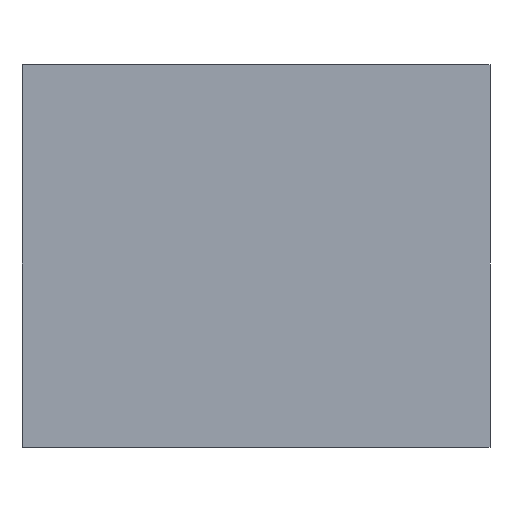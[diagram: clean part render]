
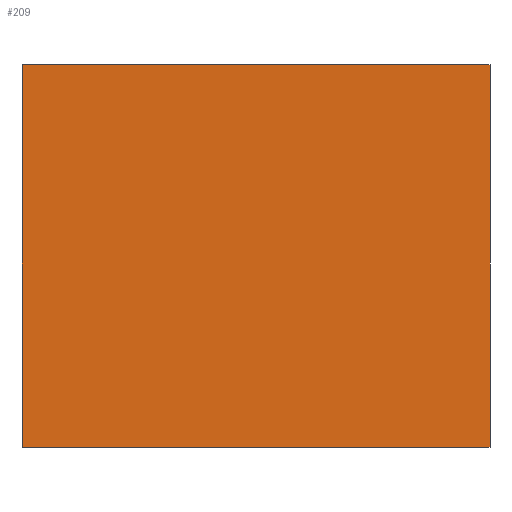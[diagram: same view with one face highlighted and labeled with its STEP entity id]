
A CAD part, top view. The second image highlights one B-rep face of the part: STEP entity #209.
In plain terms, the highlighted planar face has unit normal (0, 0, 1).
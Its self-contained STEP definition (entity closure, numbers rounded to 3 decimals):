
#15 = VECTOR ( 'NONE', #182, 1000. ) ;
#18 = VERTEX_POINT ( 'NONE', #109 ) ;
#34 = EDGE_CURVE ( 'NONE', #191, #87, #56, .T. ) ;
#45 = CARTESIAN_POINT ( 'NONE',  ( -139.7, 114.3, 995.313 ) ) ;
#55 = VECTOR ( 'NONE', #188, 1000. ) ;
#56 = LINE ( 'NONE', #151, #15 ) ;
#60 = CARTESIAN_POINT ( 'NONE',  ( -139.7, -114.3, 995.313 ) ) ;
#61 = VECTOR ( 'NONE', #160, 1000. ) ;
#62 = LINE ( 'NONE', #114, #61 ) ;
#76 = CARTESIAN_POINT ( 'NONE',  ( 139.7, -114.3, 995.313 ) ) ;
#80 = DIRECTION ( 'NONE',  ( 1., 0., 0. ) ) ;
#87 = VERTEX_POINT ( 'NONE', #92 ) ;
#91 = ORIENTED_EDGE ( 'NONE', *, *, #147, .F. ) ;
#92 = CARTESIAN_POINT ( 'NONE',  ( 139.7, 114.3, 995.313 ) ) ;
#94 = VECTOR ( 'NONE', #80, 1000. ) ;
#98 = CARTESIAN_POINT ( 'NONE',  ( -139.7, 114.3, 995.313 ) ) ;
#109 = CARTESIAN_POINT ( 'NONE',  ( -139.7, 114.3, 995.313 ) ) ;
#111 = AXIS2_PLACEMENT_3D ( 'NONE', #45, #175, #126 ) ;
#113 = PLANE ( 'NONE',  #111 ) ;
#114 = CARTESIAN_POINT ( 'NONE',  ( -139.7, -114.3, 995.313 ) ) ;
#125 = VERTEX_POINT ( 'NONE', #60 ) ;
#126 = DIRECTION ( 'NONE',  ( -1., 0., 0. ) ) ;
#129 = FACE_OUTER_BOUND ( 'NONE', #199, .T. ) ;
#131 = EDGE_CURVE ( 'NONE', #125, #191, #62, .T. ) ;
#137 = ORIENTED_EDGE ( 'NONE', *, *, #195, .T. ) ;
#147 = EDGE_CURVE ( 'NONE', #18, #87, #186, .T. ) ;
#151 = CARTESIAN_POINT ( 'NONE',  ( 139.7, 114.3, 995.313 ) ) ;
#160 = DIRECTION ( 'NONE',  ( 1., 0., 0. ) ) ;
#166 = ORIENTED_EDGE ( 'NONE', *, *, #34, .T. ) ;
#174 = CARTESIAN_POINT ( 'NONE',  ( -139.7, -114.3, 995.313 ) ) ;
#175 = DIRECTION ( 'NONE',  ( 0., 0., -1. ) ) ;
#180 = ORIENTED_EDGE ( 'NONE', *, *, #131, .T. ) ;
#182 = DIRECTION ( 'NONE',  ( 0., 1., 0. ) ) ;
#184 = LINE ( 'NONE', #174, #55 ) ;
#186 = LINE ( 'NONE', #98, #94 ) ;
#188 = DIRECTION ( 'NONE',  ( 0., -1., 0. ) ) ;
#191 = VERTEX_POINT ( 'NONE', #76 ) ;
#195 = EDGE_CURVE ( 'NONE', #18, #125, #184, .T. ) ;
#199 = EDGE_LOOP ( 'NONE', ( #180, #166, #91, #137 ) ) ;
#209 = ADVANCED_FACE ( 'NONE', ( #129 ), #113, .F. ) ;
